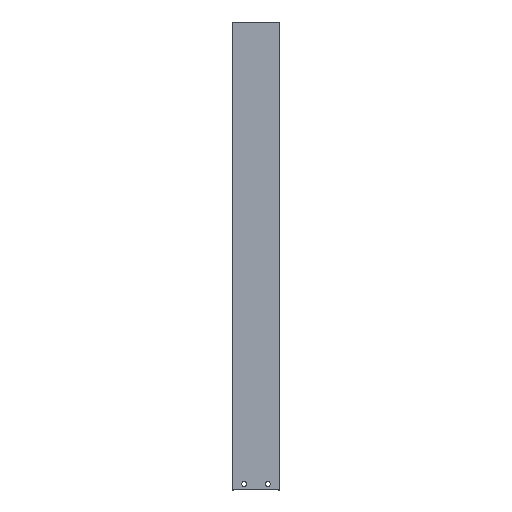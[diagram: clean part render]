
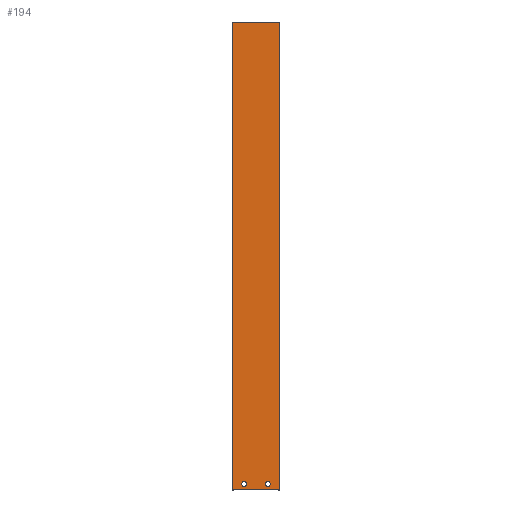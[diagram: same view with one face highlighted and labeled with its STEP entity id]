
A CAD part, top view. The second image highlights one B-rep face of the part: STEP entity #194.
In plain terms, the highlighted planar face has unit normal (0, 0, 1).
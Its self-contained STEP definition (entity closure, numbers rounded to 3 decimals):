
#5 = AXIS2_PLACEMENT_3D ( 'NONE', #610, #617, #614 ) ;
#7 = DIRECTION ( 'NONE',  ( 1., 0., 0. ) ) ;
#51 = CARTESIAN_POINT ( 'NONE',  ( -50.8, -500., 2. ) ) ;
#92 = ORIENTED_EDGE ( 'NONE', *, *, #690, .T. ) ;
#95 = CIRCLE ( 'NONE', #5, 5. ) ;
#104 = CARTESIAN_POINT ( 'NONE',  ( 50.8, 500., 2. ) ) ;
#107 = DIRECTION ( 'NONE',  ( 1., 0., 0. ) ) ;
#112 = CIRCLE ( 'NONE', #448, 5. ) ;
#114 = FACE_BOUND ( 'NONE', #484, .T. ) ;
#118 = CARTESIAN_POINT ( 'NONE',  ( 25.4, -487.3, 2. ) ) ;
#140 = CARTESIAN_POINT ( 'NONE',  ( -50.8, 500., 2. ) ) ;
#141 = DIRECTION ( 'NONE',  ( 0., -1., 0. ) ) ;
#150 = LINE ( 'NONE', #621, #428 ) ;
#163 = CARTESIAN_POINT ( 'NONE',  ( -30.4, -487.3, 2. ) ) ;
#187 = EDGE_CURVE ( 'NONE', #352, #372, #95, .T. ) ;
#193 = VERTEX_POINT ( 'NONE', #163 ) ;
#194 = ADVANCED_FACE ( 'NONE', ( #114, #317, #517 ), #744, .T. ) ;
#201 = EDGE_CURVE ( 'NONE', #372, #352, #264, .T. ) ;
#221 = ORIENTED_EDGE ( 'NONE', *, *, #201, .F. ) ;
#222 = ORIENTED_EDGE ( 'NONE', *, *, #277, .T. ) ;
#252 = CARTESIAN_POINT ( 'NONE',  ( 30.4, -487.3, 2. ) ) ;
#262 = LINE ( 'NONE', #778, #491 ) ;
#264 = CIRCLE ( 'NONE', #656, 5. ) ;
#277 = EDGE_CURVE ( 'NONE', #423, #738, #545, .T. ) ;
#317 = FACE_BOUND ( 'NONE', #789, .T. ) ;
#352 = VERTEX_POINT ( 'NONE', #252 ) ;
#364 = CARTESIAN_POINT ( 'NONE',  ( -25.4, -487.3, 2. ) ) ;
#370 = DIRECTION ( 'NONE',  ( 1., 0., 0. ) ) ;
#372 = VERTEX_POINT ( 'NONE', #737 ) ;
#392 = EDGE_CURVE ( 'NONE', #193, #745, #414, .T. ) ;
#409 = ORIENTED_EDGE ( 'NONE', *, *, #426, .F. ) ;
#414 = CIRCLE ( 'NONE', #519, 5. ) ;
#418 = VERTEX_POINT ( 'NONE', #51 ) ;
#419 = EDGE_CURVE ( 'NONE', #522, #423, #150, .T. ) ;
#423 = VERTEX_POINT ( 'NONE', #104 ) ;
#424 = DIRECTION ( 'NONE',  ( 0., 1., 0. ) ) ;
#426 = EDGE_CURVE ( 'NONE', #745, #193, #112, .T. ) ;
#428 = VECTOR ( 'NONE', #424, 1000. ) ;
#433 = CARTESIAN_POINT ( 'NONE',  ( 0., 0., 2. ) ) ;
#437 = LINE ( 'NONE', #471, #751 ) ;
#448 = AXIS2_PLACEMENT_3D ( 'NONE', #364, #750, #370 ) ;
#466 = DIRECTION ( 'NONE',  ( 1., 0., 0. ) ) ;
#471 = CARTESIAN_POINT ( 'NONE',  ( -50.8, 500., 2. ) ) ;
#484 = EDGE_LOOP ( 'NONE', ( #409, #506 ) ) ;
#485 = ORIENTED_EDGE ( 'NONE', *, *, #694, .T. ) ;
#487 = CARTESIAN_POINT ( 'NONE',  ( -50.8, 500., 2. ) ) ;
#490 = DIRECTION ( 'NONE',  ( 0., 0., 1. ) ) ;
#491 = VECTOR ( 'NONE', #466, 1000. ) ;
#506 = ORIENTED_EDGE ( 'NONE', *, *, #392, .F. ) ;
#507 = DIRECTION ( 'NONE',  ( 1., 0., 0. ) ) ;
#517 = FACE_OUTER_BOUND ( 'NONE', #628, .T. ) ;
#519 = AXIS2_PLACEMENT_3D ( 'NONE', #557, #490, #107 ) ;
#522 = VERTEX_POINT ( 'NONE', #756 ) ;
#545 = LINE ( 'NONE', #140, #643 ) ;
#556 = AXIS2_PLACEMENT_3D ( 'NONE', #433, #806, #507 ) ;
#557 = CARTESIAN_POINT ( 'NONE',  ( -25.4, -487.3, 2. ) ) ;
#567 = DIRECTION ( 'NONE',  ( 0., 0., 1. ) ) ;
#610 = CARTESIAN_POINT ( 'NONE',  ( 25.4, -487.3, 2. ) ) ;
#614 = DIRECTION ( 'NONE',  ( 1., 0., 0. ) ) ;
#617 = DIRECTION ( 'NONE',  ( 0., 0., 1. ) ) ;
#621 = CARTESIAN_POINT ( 'NONE',  ( 50.8, 500., 2. ) ) ;
#628 = EDGE_LOOP ( 'NONE', ( #709, #222, #485, #92 ) ) ;
#633 = ORIENTED_EDGE ( 'NONE', *, *, #187, .F. ) ;
#643 = VECTOR ( 'NONE', #784, 1000. ) ;
#656 = AXIS2_PLACEMENT_3D ( 'NONE', #118, #567, #7 ) ;
#670 = CARTESIAN_POINT ( 'NONE',  ( -20.4, -487.3, 2. ) ) ;
#690 = EDGE_CURVE ( 'NONE', #418, #522, #262, .T. ) ;
#694 = EDGE_CURVE ( 'NONE', #738, #418, #437, .T. ) ;
#709 = ORIENTED_EDGE ( 'NONE', *, *, #419, .T. ) ;
#737 = CARTESIAN_POINT ( 'NONE',  ( 20.4, -487.3, 2. ) ) ;
#738 = VERTEX_POINT ( 'NONE', #487 ) ;
#744 = PLANE ( 'NONE',  #556 ) ;
#745 = VERTEX_POINT ( 'NONE', #670 ) ;
#750 = DIRECTION ( 'NONE',  ( 0., 0., 1. ) ) ;
#751 = VECTOR ( 'NONE', #141, 1000. ) ;
#756 = CARTESIAN_POINT ( 'NONE',  ( 50.8, -500., 2. ) ) ;
#778 = CARTESIAN_POINT ( 'NONE',  ( -50.8, -500., 2. ) ) ;
#784 = DIRECTION ( 'NONE',  ( -1., 0., 0. ) ) ;
#789 = EDGE_LOOP ( 'NONE', ( #633, #221 ) ) ;
#806 = DIRECTION ( 'NONE',  ( 0., 0., 1. ) ) ;
